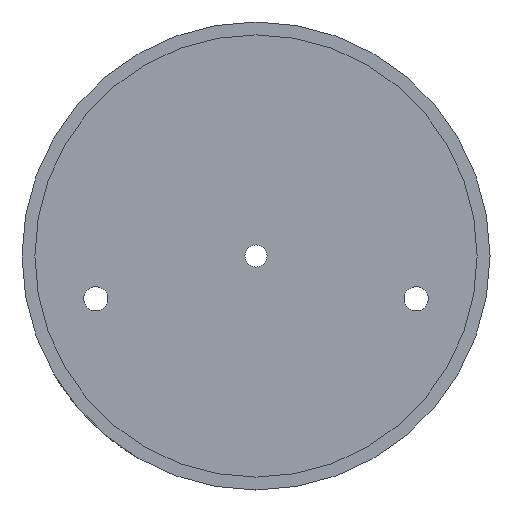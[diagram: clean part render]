
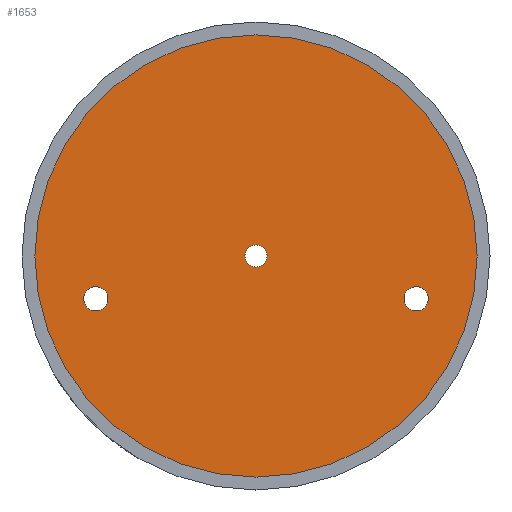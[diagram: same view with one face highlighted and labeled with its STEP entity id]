
A CAD part, front view. The second image highlights one B-rep face of the part: STEP entity #1653.
In plain terms, the highlighted planar face has unit normal (0, -1, 0).
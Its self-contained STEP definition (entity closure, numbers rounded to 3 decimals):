
#451 = CYLINDRICAL_SURFACE('',#452,25.5);
#452 = AXIS2_PLACEMENT_3D('',#453,#454,#455);
#453 = CARTESIAN_POINT('',(0.,20.32,0.));
#454 = DIRECTION('',(0.,1.,0.));
#455 = DIRECTION('',(1.,0.,0.));
#1287 = EDGE_CURVE('',#1288,#1288,#1290,.T.);
#1288 = VERTEX_POINT('',#1289);
#1289 = CARTESIAN_POINT('',(25.5,-0.635,0.));
#1290 = SURFACE_CURVE('',#1291,(#1296,#1302),.PCURVE_S1.);
#1291 = CIRCLE('',#1292,25.5);
#1292 = AXIS2_PLACEMENT_3D('',#1293,#1294,#1295);
#1293 = CARTESIAN_POINT('',(0.,-0.635,0.));
#1294 = DIRECTION('',(0.,-1.,0.));
#1295 = DIRECTION('',(1.,0.,0.));
#1296 = PCURVE('',#451,#1297);
#1297 = DEFINITIONAL_REPRESENTATION('',(#1298),#1301);
#1298 = B_SPLINE_CURVE_WITH_KNOTS('',1,(#1299,#1300),.UNSPECIFIED.,.F.,
  .F.,(2,2),(0.,6.283),.PIECEWISE_BEZIER_KNOTS.);
#1299 = CARTESIAN_POINT('',(0.,-20.955));
#1300 = CARTESIAN_POINT('',(-6.283,-20.955));
#1301 = ( GEOMETRIC_REPRESENTATION_CONTEXT(2) 
PARAMETRIC_REPRESENTATION_CONTEXT() REPRESENTATION_CONTEXT('2D SPACE',''
  ) );
#1302 = PCURVE('',#1303,#1308);
#1303 = PLANE('',#1304);
#1304 = AXIS2_PLACEMENT_3D('',#1305,#1306,#1307);
#1305 = CARTESIAN_POINT('',(0.,-0.635,
    0.));
#1306 = DIRECTION('',(0.,1.,0.));
#1307 = DIRECTION('',(0.,0.,1.));
#1308 = DEFINITIONAL_REPRESENTATION('',(#1309),#1317);
#1309 = ( BOUNDED_CURVE() B_SPLINE_CURVE(2,(#1310,#1311,#1312,#1313,
#1314,#1315,#1316),.UNSPECIFIED.,.T.,.F.) B_SPLINE_CURVE_WITH_KNOTS((1,2
    ,2,2,2,1),(-2.094,0.,2.094,4.189,
6.283,8.378),.UNSPECIFIED.) CURVE() 
GEOMETRIC_REPRESENTATION_ITEM() RATIONAL_B_SPLINE_CURVE((1.,0.5,1.,0.5,
1.,0.5,1.)) REPRESENTATION_ITEM('') );
#1310 = CARTESIAN_POINT('',(0.,25.5));
#1311 = CARTESIAN_POINT('',(44.167,25.5));
#1312 = CARTESIAN_POINT('',(22.084,-12.75));
#1313 = CARTESIAN_POINT('',(0.,-51.));
#1314 = CARTESIAN_POINT('',(-22.084,-12.75));
#1315 = CARTESIAN_POINT('',(-44.167,25.5));
#1316 = CARTESIAN_POINT('',(0.,25.5));
#1317 = ( GEOMETRIC_REPRESENTATION_CONTEXT(2) 
PARAMETRIC_REPRESENTATION_CONTEXT() REPRESENTATION_CONTEXT('2D SPACE',''
  ) );
#1547 = CYLINDRICAL_SURFACE('',#1548,1.27);
#1548 = AXIS2_PLACEMENT_3D('',#1549,#1550,#1551);
#1549 = CARTESIAN_POINT('',(0.,-0.635,0.
    ));
#1550 = DIRECTION('',(0.,-1.,0.));
#1551 = DIRECTION('',(1.,0.,0.));
#1653 = ADVANCED_FACE('',(#1654,#1657,#1691,#1725),#1303,.F.);
#1654 = FACE_BOUND('',#1655,.F.);
#1655 = EDGE_LOOP('',(#1656));
#1656 = ORIENTED_EDGE('',*,*,#1287,.F.);
#1657 = FACE_BOUND('',#1658,.F.);
#1658 = EDGE_LOOP('',(#1659));
#1659 = ORIENTED_EDGE('',*,*,#1660,.T.);
#1660 = EDGE_CURVE('',#1661,#1661,#1663,.T.);
#1661 = VERTEX_POINT('',#1662);
#1662 = CARTESIAN_POINT('',(-17.076,-0.635,-4.925));
#1663 = SURFACE_CURVE('',#1664,(#1669,#1680),.PCURVE_S1.);
#1664 = CIRCLE('',#1665,1.4);
#1665 = AXIS2_PLACEMENT_3D('',#1666,#1667,#1668);
#1666 = CARTESIAN_POINT('',(-18.476,-0.635,-4.925));
#1667 = DIRECTION('',(0.,-1.,0.));
#1668 = DIRECTION('',(1.,0.,0.));
#1669 = PCURVE('',#1303,#1670);
#1670 = DEFINITIONAL_REPRESENTATION('',(#1671),#1679);
#1671 = ( BOUNDED_CURVE() B_SPLINE_CURVE(2,(#1672,#1673,#1674,#1675,
#1676,#1677,#1678),.UNSPECIFIED.,.T.,.F.) B_SPLINE_CURVE_WITH_KNOTS((1,2
    ,2,2,2,1),(-2.094,0.,2.094,4.189,
6.283,8.378),.UNSPECIFIED.) CURVE() 
GEOMETRIC_REPRESENTATION_ITEM() RATIONAL_B_SPLINE_CURVE((1.,0.5,1.,0.5,
1.,0.5,1.)) REPRESENTATION_ITEM('') );
#1672 = CARTESIAN_POINT('',(-4.925,-17.076));
#1673 = CARTESIAN_POINT('',(-2.5,-17.076));
#1674 = CARTESIAN_POINT('',(-3.713,-19.176));
#1675 = CARTESIAN_POINT('',(-4.925,-21.276));
#1676 = CARTESIAN_POINT('',(-6.137,-19.176));
#1677 = CARTESIAN_POINT('',(-7.35,-17.076));
#1678 = CARTESIAN_POINT('',(-4.925,-17.076));
#1679 = ( GEOMETRIC_REPRESENTATION_CONTEXT(2) 
PARAMETRIC_REPRESENTATION_CONTEXT() REPRESENTATION_CONTEXT('2D SPACE',''
  ) );
#1680 = PCURVE('',#1681,#1686);
#1681 = CYLINDRICAL_SURFACE('',#1682,1.4);
#1682 = AXIS2_PLACEMENT_3D('',#1683,#1684,#1685);
#1683 = CARTESIAN_POINT('',(-18.476,-0.635,-4.925));
#1684 = DIRECTION('',(0.,-1.,0.));
#1685 = DIRECTION('',(1.,0.,0.));
#1686 = DEFINITIONAL_REPRESENTATION('',(#1687),#1690);
#1687 = B_SPLINE_CURVE_WITH_KNOTS('',1,(#1688,#1689),.UNSPECIFIED.,.F.,
  .F.,(2,2),(0.,6.283),.PIECEWISE_BEZIER_KNOTS.);
#1688 = CARTESIAN_POINT('',(0.,0.));
#1689 = CARTESIAN_POINT('',(6.283,0.));
#1690 = ( GEOMETRIC_REPRESENTATION_CONTEXT(2) 
PARAMETRIC_REPRESENTATION_CONTEXT() REPRESENTATION_CONTEXT('2D SPACE',''
  ) );
#1691 = FACE_BOUND('',#1692,.F.);
#1692 = EDGE_LOOP('',(#1693));
#1693 = ORIENTED_EDGE('',*,*,#1694,.T.);
#1694 = EDGE_CURVE('',#1695,#1695,#1697,.T.);
#1695 = VERTEX_POINT('',#1696);
#1696 = CARTESIAN_POINT('',(19.876,-0.635,-4.925));
#1697 = SURFACE_CURVE('',#1698,(#1703,#1714),.PCURVE_S1.);
#1698 = CIRCLE('',#1699,1.4);
#1699 = AXIS2_PLACEMENT_3D('',#1700,#1701,#1702);
#1700 = CARTESIAN_POINT('',(18.476,-0.635,-4.925));
#1701 = DIRECTION('',(0.,-1.,0.));
#1702 = DIRECTION('',(1.,0.,0.));
#1703 = PCURVE('',#1303,#1704);
#1704 = DEFINITIONAL_REPRESENTATION('',(#1705),#1713);
#1705 = ( BOUNDED_CURVE() B_SPLINE_CURVE(2,(#1706,#1707,#1708,#1709,
#1710,#1711,#1712),.UNSPECIFIED.,.T.,.F.) B_SPLINE_CURVE_WITH_KNOTS((1,2
    ,2,2,2,1),(-2.094,0.,2.094,4.189,
6.283,8.378),.UNSPECIFIED.) CURVE() 
GEOMETRIC_REPRESENTATION_ITEM() RATIONAL_B_SPLINE_CURVE((1.,0.5,1.,0.5,
1.,0.5,1.)) REPRESENTATION_ITEM('') );
#1706 = CARTESIAN_POINT('',(-4.925,19.876));
#1707 = CARTESIAN_POINT('',(-2.5,19.876));
#1708 = CARTESIAN_POINT('',(-3.713,17.776));
#1709 = CARTESIAN_POINT('',(-4.925,15.676));
#1710 = CARTESIAN_POINT('',(-6.137,17.776));
#1711 = CARTESIAN_POINT('',(-7.35,19.876));
#1712 = CARTESIAN_POINT('',(-4.925,19.876));
#1713 = ( GEOMETRIC_REPRESENTATION_CONTEXT(2) 
PARAMETRIC_REPRESENTATION_CONTEXT() REPRESENTATION_CONTEXT('2D SPACE',''
  ) );
#1714 = PCURVE('',#1715,#1720);
#1715 = CYLINDRICAL_SURFACE('',#1716,1.4);
#1716 = AXIS2_PLACEMENT_3D('',#1717,#1718,#1719);
#1717 = CARTESIAN_POINT('',(18.476,-0.635,-4.925));
#1718 = DIRECTION('',(0.,-1.,0.));
#1719 = DIRECTION('',(1.,0.,0.));
#1720 = DEFINITIONAL_REPRESENTATION('',(#1721),#1724);
#1721 = B_SPLINE_CURVE_WITH_KNOTS('',1,(#1722,#1723),.UNSPECIFIED.,.F.,
  .F.,(2,2),(0.,6.283),.PIECEWISE_BEZIER_KNOTS.);
#1722 = CARTESIAN_POINT('',(0.,0.));
#1723 = CARTESIAN_POINT('',(6.283,0.));
#1724 = ( GEOMETRIC_REPRESENTATION_CONTEXT(2) 
PARAMETRIC_REPRESENTATION_CONTEXT() REPRESENTATION_CONTEXT('2D SPACE',''
  ) );
#1725 = FACE_BOUND('',#1726,.F.);
#1726 = EDGE_LOOP('',(#1727));
#1727 = ORIENTED_EDGE('',*,*,#1728,.T.);
#1728 = EDGE_CURVE('',#1729,#1729,#1731,.T.);
#1729 = VERTEX_POINT('',#1730);
#1730 = CARTESIAN_POINT('',(1.27,-0.635,0.));
#1731 = SURFACE_CURVE('',#1732,(#1737,#1748),.PCURVE_S1.);
#1732 = CIRCLE('',#1733,1.27);
#1733 = AXIS2_PLACEMENT_3D('',#1734,#1735,#1736);
#1734 = CARTESIAN_POINT('',(0.,-0.635,0.)
  );
#1735 = DIRECTION('',(0.,-1.,0.));
#1736 = DIRECTION('',(1.,0.,0.));
#1737 = PCURVE('',#1303,#1738);
#1738 = DEFINITIONAL_REPRESENTATION('',(#1739),#1747);
#1739 = ( BOUNDED_CURVE() B_SPLINE_CURVE(2,(#1740,#1741,#1742,#1743,
#1744,#1745,#1746),.UNSPECIFIED.,.T.,.F.) B_SPLINE_CURVE_WITH_KNOTS((1,2
    ,2,2,2,1),(-2.094,0.,2.094,4.189,
6.283,8.378),.UNSPECIFIED.) CURVE() 
GEOMETRIC_REPRESENTATION_ITEM() RATIONAL_B_SPLINE_CURVE((1.,0.5,1.,0.5,
1.,0.5,1.)) REPRESENTATION_ITEM('') );
#1740 = CARTESIAN_POINT('',(0.,1.27));
#1741 = CARTESIAN_POINT('',(2.2,1.27));
#1742 = CARTESIAN_POINT('',(1.1,-0.635));
#1743 = CARTESIAN_POINT('',(0.,-2.54));
#1744 = CARTESIAN_POINT('',(-1.1,-0.635));
#1745 = CARTESIAN_POINT('',(-2.2,1.27));
#1746 = CARTESIAN_POINT('',(0.,1.27));
#1747 = ( GEOMETRIC_REPRESENTATION_CONTEXT(2) 
PARAMETRIC_REPRESENTATION_CONTEXT() REPRESENTATION_CONTEXT('2D SPACE',''
  ) );
#1748 = PCURVE('',#1547,#1749);
#1749 = DEFINITIONAL_REPRESENTATION('',(#1750),#1753);
#1750 = B_SPLINE_CURVE_WITH_KNOTS('',1,(#1751,#1752),.UNSPECIFIED.,.F.,
  .F.,(2,2),(0.,6.283),.PIECEWISE_BEZIER_KNOTS.);
#1751 = CARTESIAN_POINT('',(0.,0.));
#1752 = CARTESIAN_POINT('',(6.283,0.));
#1753 = ( GEOMETRIC_REPRESENTATION_CONTEXT(2) 
PARAMETRIC_REPRESENTATION_CONTEXT() REPRESENTATION_CONTEXT('2D SPACE',''
  ) );
